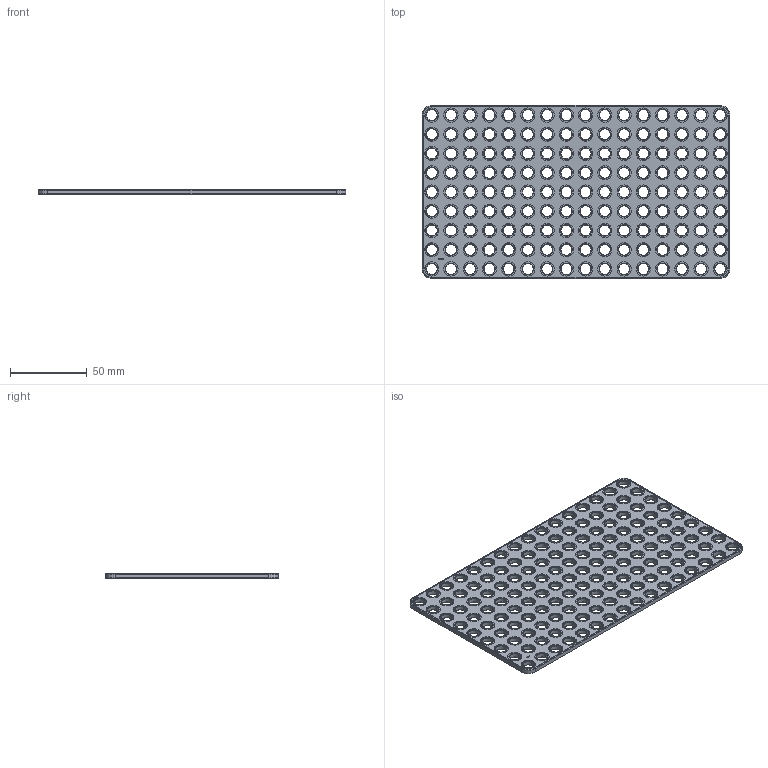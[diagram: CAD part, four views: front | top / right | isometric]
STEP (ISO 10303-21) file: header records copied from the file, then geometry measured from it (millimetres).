
FILE_DESCRIPTION(('FreeCAD Model'),'2;1');
FILE_NAME('Open CASCADE Shape Model','2024-10-08T19:16:40',(''),(''), 'Open CASCADE STEP processor 7.7','FreeCAD','Unknown');
FILE_SCHEMA(('AUTOMOTIVE_DESIGN { 1 0 10303 214 1 1 1 1 }'));
Length unit declared in the file: millimetre
Products named in the file (1): Plate RCT CRNR BU16x09x00.25 - SPN-PLT-0183 (stemfie.org)
Bounding box: 200 x 112.5 x 3.12 mm (x, y, z)
Volume: 50060.4 mm3; surface area: 45324.8 mm2
Topology: 1 solids, 1 shells, 1227 faces, 2840 edges, 1792 vertices
Faces by surface type: plane 473, cylinder 296, cone 296, extrusion 162
Full cylindrical faces by diameter (mm): 7 x144, 9.2 x144
Entity records: 35806 total; most frequent: CARTESIAN_POINT 7186, DIRECTION 5698, ORIENTED_EDGE 5680, EDGE_CURVE 2840, AXIS2_PLACEMENT_3D 1954, VERTEX_POINT 1792, VECTOR 1790, FACE_BOUND 1692
